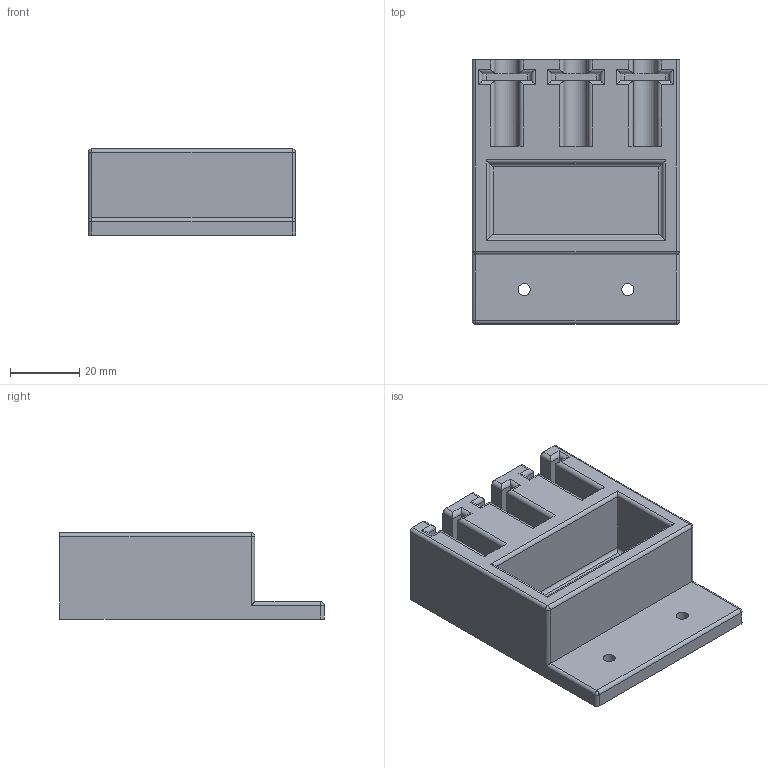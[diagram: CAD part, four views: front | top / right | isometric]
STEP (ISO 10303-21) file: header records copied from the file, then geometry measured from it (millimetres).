
FILE_DESCRIPTION(('FreeCAD Model'),'2;1');
FILE_NAME('Open CASCADE Shape Model','2024-10-07T22:42:45',(''),(''), 'Open CASCADE STEP processor 7.7','FreeCAD','Unknown');
FILE_SCHEMA(('AUTOMOTIVE_DESIGN { 1 0 10303 214 1 1 1 1 }'));
Length unit declared in the file: millimetre
Products named in the file (1): NozzleNormal
Bounding box: 60 x 76.5 x 25 mm (x, y, z)
Volume: 59237.7 mm3; surface area: 21183.7 mm2
Topology: 1 solids, 1 shells, 109 faces, 282 edges, 172 vertices
Faces by surface type: cylinder 62, plane 43, sphere 4
Full cylindrical faces by diameter (mm): 3.5 x2
Entity records: 3292 total; most frequent: DIRECTION 588, CARTESIAN_POINT 560, ORIENTED_EDGE 556, EDGE_CURVE 278, AXIS2_PLACEMENT_3D 200, LINE 188, VECTOR 188, VERTEX_POINT 172
